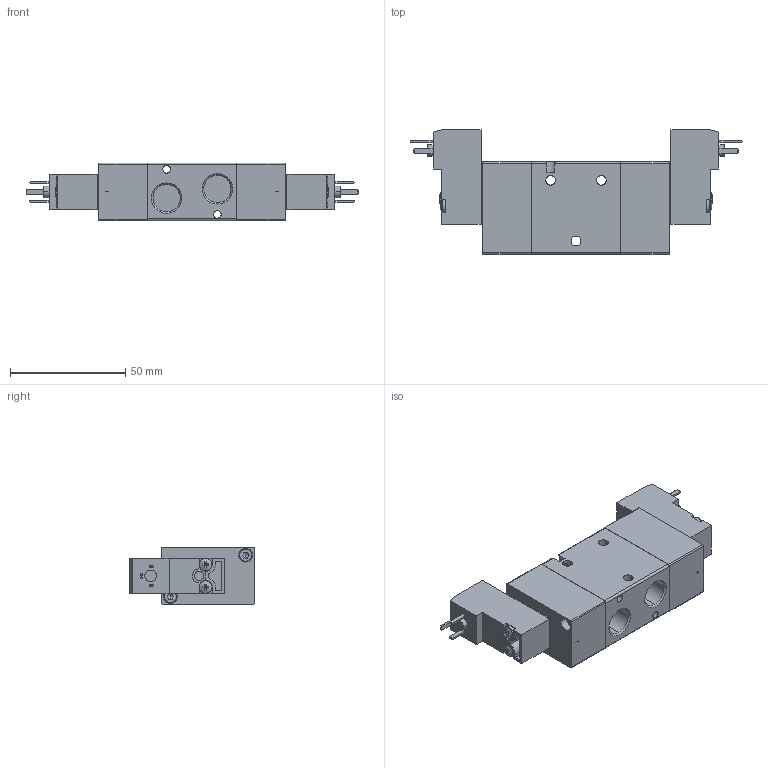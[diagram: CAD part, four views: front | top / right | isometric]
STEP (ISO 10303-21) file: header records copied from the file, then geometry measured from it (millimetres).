
FILE_DESCRIPTION (( 'STEP AP214' ), '1' );
FILE_NAME ('01_180_4.STEP', '2016-01-27T14:19:24', ( '' ), ( '' ), 'SwSTEP 2.0', 'SolidWorks 2016', '' );
FILE_SCHEMA (( 'AUTOMOTIVE_DESIGN' ));
Length unit declared in the file: millimetre
Products named in the file (1): 01_180_4
Bounding box: 144 x 53.9 x 25.1 mm (x, y, z)
Volume: 98456.9 mm3; surface area: 29158 mm2
Topology: 11 solids, 11 shells, 553 faces, 1346 edges, 832 vertices
Faces by surface type: plane 324, cylinder 106, cone 62, bspline 61
Entity records: 20650 total; most frequent: CARTESIAN_POINT 6225, ORIENTED_EDGE 2644, DIRECTION 2550, EDGE_CURVE 1322, AXIS2_PLACEMENT_3D 901, VERTEX_POINT 832, LINE 748, VECTOR 748
